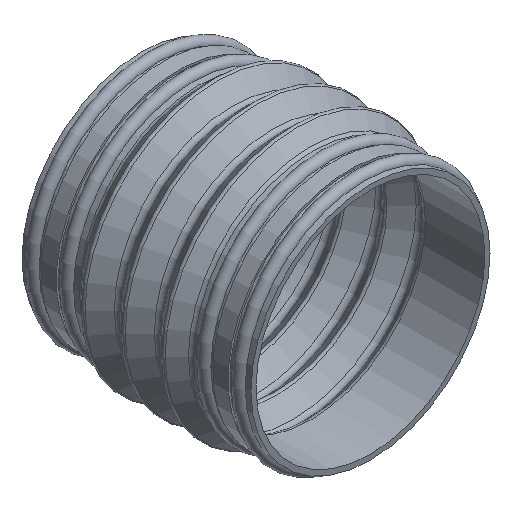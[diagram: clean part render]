
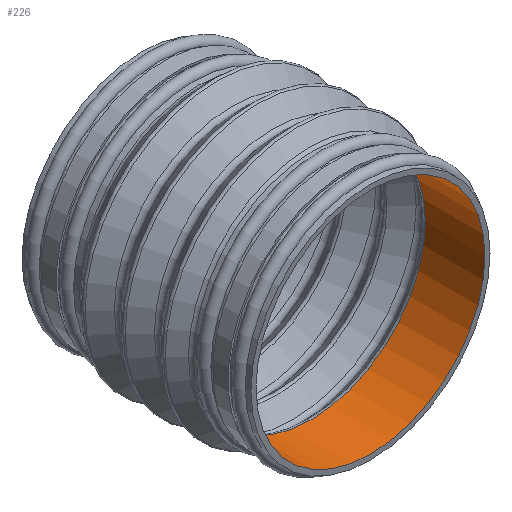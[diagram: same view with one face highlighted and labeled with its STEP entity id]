
A CAD part, isometric view. The second image highlights one B-rep face of the part: STEP entity #226.
In plain terms, the highlighted cylindrical face has radius 45 mm (diameter 90 mm), a full revolution.
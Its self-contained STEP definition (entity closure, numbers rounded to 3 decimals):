
#226 = ADVANCED_FACE( '', ( #511, #512 ), #513, .F. );
#511 = FACE_OUTER_BOUND( '', #824, .T. );
#512 = FACE_OUTER_BOUND( '', #825, .T. );
#513 = CYLINDRICAL_SURFACE( '', #826, 45. );
#824 = EDGE_LOOP( '', ( #1358 ) );
#825 = EDGE_LOOP( '', ( #1359 ) );
#826 = AXIS2_PLACEMENT_3D( '', #1360, #1361, #1362 );
#1358 = ORIENTED_EDGE( '', *, *, #1706, .T. );
#1359 = ORIENTED_EDGE( '', *, *, #1723, .F. );
#1360 = CARTESIAN_POINT( '', ( 0., 0., 0. ) );
#1361 = DIRECTION( '', ( 0., 1., 0. ) );
#1362 = DIRECTION( '', ( 0., 0., -1. ) );
#1706 = EDGE_CURVE( '', #2039, #2039, #2040, .T. );
#1723 = EDGE_CURVE( '', #2063, #2063, #2064, .T. );
#2039 = VERTEX_POINT( '', #2454 );
#2040 = CIRCLE( '', #2455, 45. );
#2063 = VERTEX_POINT( '', #2486 );
#2064 = CIRCLE( '', #2487, 45. );
#2454 = CARTESIAN_POINT( '', ( 0., 0., -45. ) );
#2455 = AXIS2_PLACEMENT_3D( '', #2831, #2832, #2833 );
#2486 = CARTESIAN_POINT( '', ( 0., 23.375, -45. ) );
#2487 = AXIS2_PLACEMENT_3D( '', #2851, #2852, #2853 );
#2831 = CARTESIAN_POINT( '', ( 0., 0., 0. ) );
#2832 = DIRECTION( '', ( 0., -1., 0. ) );
#2833 = DIRECTION( '', ( 0., 0., -1. ) );
#2851 = CARTESIAN_POINT( '', ( 0., 23.375, 0. ) );
#2852 = DIRECTION( '', ( 0., -1., 0. ) );
#2853 = DIRECTION( '', ( 0., 0., -1. ) );
